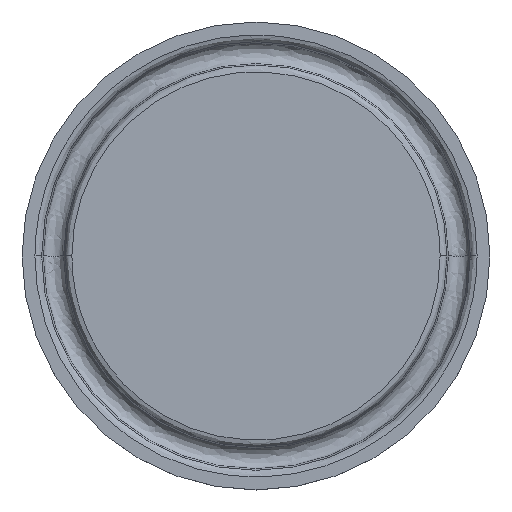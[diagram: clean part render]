
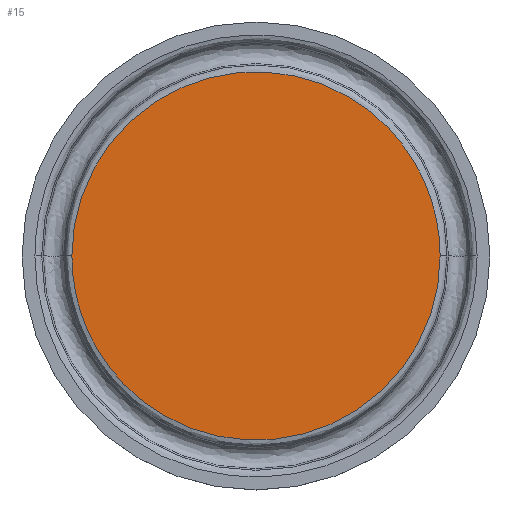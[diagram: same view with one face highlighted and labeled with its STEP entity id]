
A CAD part, top view. The second image highlights one B-rep face of the part: STEP entity #15.
In plain terms, the highlighted planar face has unit normal (0, 0, 1).
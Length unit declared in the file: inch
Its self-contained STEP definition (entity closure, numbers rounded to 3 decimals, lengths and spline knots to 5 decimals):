
#7 = CARTESIAN_POINT ( 'NONE',  ( 0.78063, 0., 0. ) ) ;
#14 = CARTESIAN_POINT ( 'NONE',  ( 0.78063, -1.56126, 0. ) ) ;
#15 = ADVANCED_FACE ( 'NONE', ( #315 ), #682, .F. ) ;
#19 =( BOUNDED_CURVE ( )  B_SPLINE_CURVE ( 3, ( #762, #617, #693, #667 ),
 .UNSPECIFIED., .F., .F. ) 
 B_SPLINE_CURVE_WITH_KNOTS ( ( 4, 4 ),
 ( 0., 1. ),
 .UNSPECIFIED. ) 
 CURVE ( )  GEOMETRIC_REPRESENTATION_ITEM ( )  RATIONAL_B_SPLINE_CURVE ( ( 1., 0.333, 0.333, 1. ) ) 
 REPRESENTATION_ITEM ( '' )  );
#232 = DIRECTION ( 'NONE',  ( -1., 0., 0. ) ) ;
#236 = DIRECTION ( 'NONE',  ( 0., 0., -1. ) ) ;
#253 = ORIENTED_EDGE ( 'NONE', *, *, #476, .F. ) ;
#307 =( BOUNDED_CURVE ( )  B_SPLINE_CURVE ( 3, ( #7, #14, #367, #364 ),
 .UNSPECIFIED., .F., .F. ) 
 B_SPLINE_CURVE_WITH_KNOTS ( ( 4, 4 ),
 ( 0., 1. ),
 .UNSPECIFIED. ) 
 CURVE ( )  GEOMETRIC_REPRESENTATION_ITEM ( )  RATIONAL_B_SPLINE_CURVE ( ( 1., 0.333, 0.333, 1. ) ) 
 REPRESENTATION_ITEM ( '' )  );
#315 = FACE_OUTER_BOUND ( 'NONE', #455, .T. ) ;
#333 = VERTEX_POINT ( 'NONE', #535 ) ;
#364 = CARTESIAN_POINT ( 'NONE',  ( -0.78063, 0., 0. ) ) ;
#367 = CARTESIAN_POINT ( 'NONE',  ( -0.78063, -1.56126, 0. ) ) ;
#421 = CARTESIAN_POINT ( 'NONE',  ( 0., 0.435, 0. ) ) ;
#455 = EDGE_LOOP ( 'NONE', ( #253, #508 ) ) ;
#476 = EDGE_CURVE ( 'NONE', #333, #556, #307, .T. ) ;
#497 = CARTESIAN_POINT ( 'NONE',  ( -0.78063, 0., 0. ) ) ;
#508 = ORIENTED_EDGE ( 'NONE', *, *, #675, .F. ) ;
#535 = CARTESIAN_POINT ( 'NONE',  ( 0.78063, 0., 0. ) ) ;
#556 = VERTEX_POINT ( 'NONE', #497 ) ;
#566 = AXIS2_PLACEMENT_3D ( 'NONE', #421, #236, #232 ) ;
#617 = CARTESIAN_POINT ( 'NONE',  ( -0.78063, 1.56126, 0. ) ) ;
#667 = CARTESIAN_POINT ( 'NONE',  ( 0.78063, 0., 0. ) ) ;
#675 = EDGE_CURVE ( 'NONE', #556, #333, #19, .T. ) ;
#682 = PLANE ( 'NONE',  #566 ) ;
#693 = CARTESIAN_POINT ( 'NONE',  ( 0.78063, 1.56126, 0. ) ) ;
#762 = CARTESIAN_POINT ( 'NONE',  ( -0.78063, 0., 0. ) ) ;
